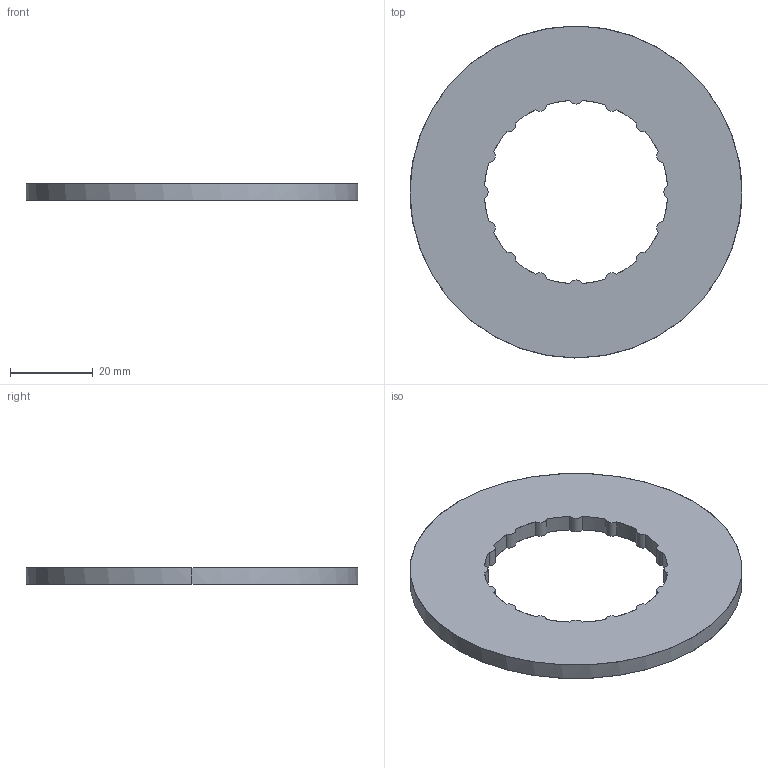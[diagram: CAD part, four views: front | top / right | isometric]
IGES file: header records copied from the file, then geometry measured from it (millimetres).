
Start section: START RECORD GO HERE.
Global section: file name: cle ergot Pride.igs; native system: DASSAULT SYSTEMES CATIA Version 5-6 Release 2020 - www.3ds.com; preprocessor: V5-6R2020_5.30.3.0.09-09-2020.20.00; author: srv-fr-lgs-transcad; organization: EU; date: 20230614.143219; units: millimetre
Bounding box: 80 x 80 x 4 mm (x, y, z)
Surface area: 8644.5 mm2 (no closed solid volume)
Topology: 0 solids, 0 shells, 36 faces, 204 edges, 204 vertices
Faces by surface type: bspline 36
